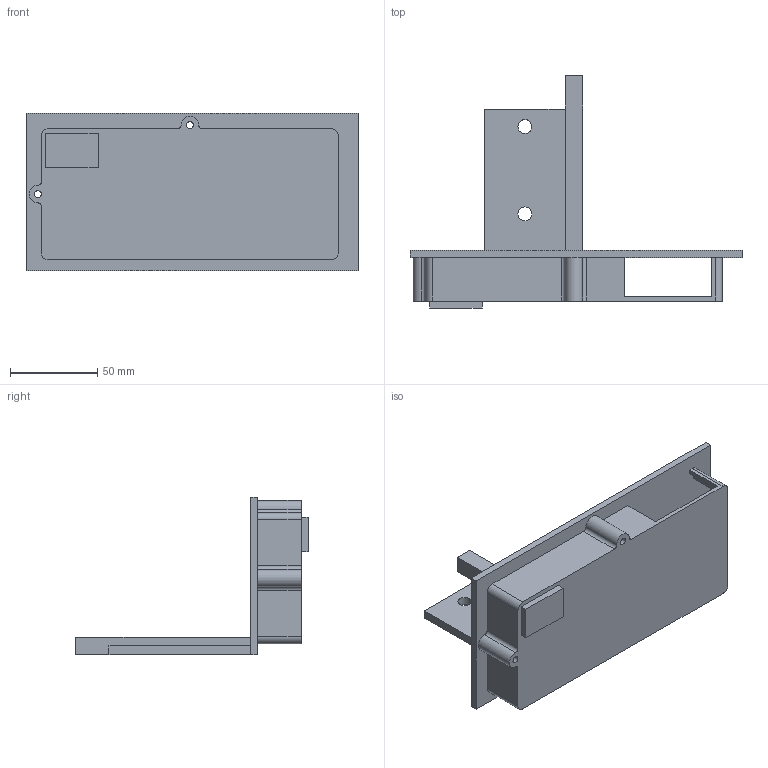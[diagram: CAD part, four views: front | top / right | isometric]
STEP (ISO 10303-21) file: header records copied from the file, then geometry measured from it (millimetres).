
FILE_DESCRIPTION(/* description */ (''),/* implementation_level */ '2;1');
FILE_NAME(/* name */ 'HubProtection_v2 v2.step',/* time_stamp */ '2020-07-09T11:51:54+02:00',/* author */ (''),/* organization */ (''),/* preprocessor_version */ 'ST-DEVELOPER v18.1',/* originating_system */ 'Autodesk Translation Framework v9.3.0.1241',/* authorisation */ '');
FILE_SCHEMA (('AUTOMOTIVE_DESIGN { 1 0 10303 214 3 1 1 }'));
Length unit declared in the file: millimetre
Products named in the file (4): HubProtection_v2; Base; Lid; LidForLid
Assembly tree (3 placements, depth 2):
  HubProtection_v2
    Base
    Lid
    LidForLid
Bounding box: 190 x 133 x 90 mm (x, y, z)
Volume: 144848 mm3; surface area: 86950.7 mm2
Topology: 3 solids, 3 shells, 72 faces, 195 edges, 130 vertices
Faces by surface type: plane 52, cylinder 20
Full cylindrical faces by diameter (mm): 4 x4, 8 x2
Entity records: 2404 total; most frequent: CARTESIAN_POINT 404, DIRECTION 393, ORIENTED_EDGE 390, EDGE_CURVE 195, LINE 155, VECTOR 155, VERTEX_POINT 130, AXIS2_PLACEMENT_3D 119
